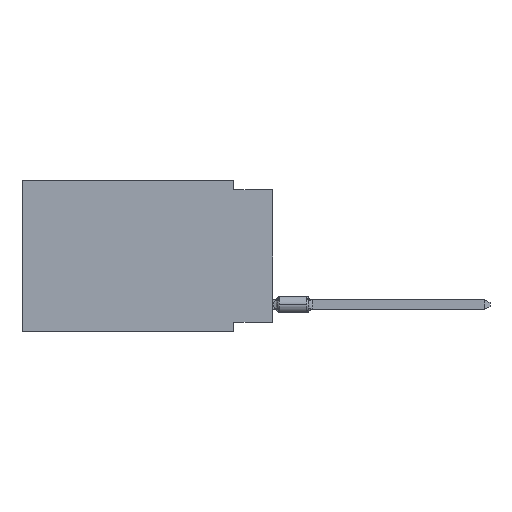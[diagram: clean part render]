
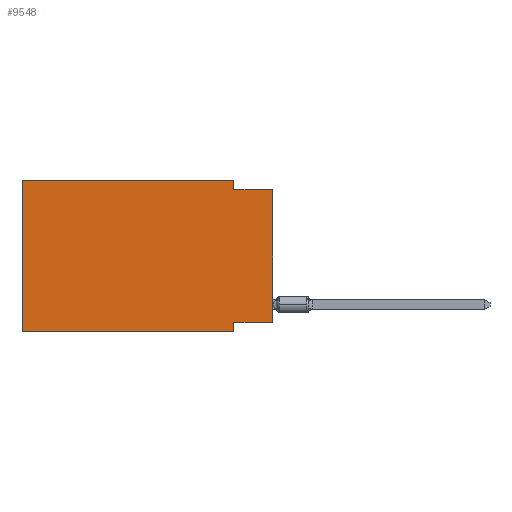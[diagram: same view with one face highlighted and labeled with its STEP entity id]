
A CAD part, left-side view. The second image highlights one B-rep face of the part: STEP entity #9548.
In plain terms, the highlighted planar face has unit normal (-1, 0, 0).
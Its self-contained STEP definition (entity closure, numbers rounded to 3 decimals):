
#12 = CARTESIAN_POINT ( 'NONE',  ( 0., 2.54, -9.906 ) ) ;
#775 = DIRECTION ( 'NONE',  ( 0., -1., 0. ) ) ;
#784 = DIRECTION ( 'NONE',  ( 0., 0., -1. ) ) ;
#786 = VECTOR ( 'NONE', #22268, 1000. ) ;
#1542 = EDGE_CURVE ( 'NONE', #16258, #7385, #2318, .T. ) ;
#2188 = CARTESIAN_POINT ( 'NONE',  ( 0., 16.383, 0. ) ) ;
#2274 = VERTEX_POINT ( 'NONE', #25097 ) ;
#2318 = LINE ( 'NONE', #2188, #21818 ) ;
#2321 = LINE ( 'NONE', #10912, #9723 ) ;
#2620 = EDGE_CURVE ( 'NONE', #2274, #23919, #13653, .T. ) ;
#3230 = AXIS2_PLACEMENT_3D ( 'NONE', #12882, #26247, #22022 ) ;
#4541 = FACE_OUTER_BOUND ( 'NONE', #14293, .T. ) ;
#4980 = ORIENTED_EDGE ( 'NONE', *, *, #1542, .F. ) ;
#5221 = LINE ( 'NONE', #7335, #786 ) ;
#5672 = ORIENTED_EDGE ( 'NONE', *, *, #23798, .F. ) ;
#5697 = VECTOR ( 'NONE', #775, 1000. ) ;
#6297 = DIRECTION ( 'NONE',  ( 0., 1., 0. ) ) ;
#6332 = ORIENTED_EDGE ( 'NONE', *, *, #21800, .F. ) ;
#6595 = DIRECTION ( 'NONE',  ( 0., -1., 0. ) ) ;
#7335 = CARTESIAN_POINT ( 'NONE',  ( 0., 2.54, 0. ) ) ;
#7385 = VERTEX_POINT ( 'NONE', #22212 ) ;
#8394 = LINE ( 'NONE', #11337, #5697 ) ;
#9120 = LINE ( 'NONE', #25744, #18380 ) ;
#9548 = ADVANCED_FACE ( 'NONE', ( #4541 ), #13025, .F. ) ;
#9723 = VECTOR ( 'NONE', #19503, 1000. ) ;
#10912 = CARTESIAN_POINT ( 'NONE',  ( 0., 0., 0. ) ) ;
#11337 = CARTESIAN_POINT ( 'NONE',  ( 0., 16.383, 0. ) ) ;
#11560 = VECTOR ( 'NONE', #784, 1000. ) ;
#11830 = CARTESIAN_POINT ( 'NONE',  ( 0., 0., -9.271 ) ) ;
#11905 = EDGE_CURVE ( 'NONE', #22659, #12999, #23468, .T. ) ;
#12050 = CARTESIAN_POINT ( 'NONE',  ( 0., 2.54, -9.906 ) ) ;
#12611 = DIRECTION ( 'NONE',  ( 0., 0., 1. ) ) ;
#12882 = CARTESIAN_POINT ( 'NONE',  ( 0., 16.383, 0. ) ) ;
#12999 = VERTEX_POINT ( 'NONE', #27274 ) ;
#13025 = PLANE ( 'NONE',  #3230 ) ;
#13129 = ORIENTED_EDGE ( 'NONE', *, *, #2620, .F. ) ;
#13653 = LINE ( 'NONE', #22247, #25010 ) ;
#14293 = EDGE_LOOP ( 'NONE', ( #23175, #13129, #5672, #15242, #4980, #14554, #6332, #23621 ) ) ;
#14554 = ORIENTED_EDGE ( 'NONE', *, *, #25102, .T. ) ;
#15242 = ORIENTED_EDGE ( 'NONE', *, *, #18496, .F. ) ;
#16258 = VERTEX_POINT ( 'NONE', #18896 ) ;
#16715 = DIRECTION ( 'NONE',  ( 0., -1., 0. ) ) ;
#16932 = CARTESIAN_POINT ( 'NONE',  ( 0., 2.54, 0. ) ) ;
#17259 = EDGE_CURVE ( 'NONE', #22659, #23919, #2321, .T. ) ;
#18380 = VECTOR ( 'NONE', #6595, 1000. ) ;
#18496 = EDGE_CURVE ( 'NONE', #7385, #24596, #8394, .T. ) ;
#18896 = CARTESIAN_POINT ( 'NONE',  ( 0., 16.383, -9.906 ) ) ;
#19503 = DIRECTION ( 'NONE',  ( 0., 0., 1. ) ) ;
#20653 = LINE ( 'NONE', #12050, #11560 ) ;
#21326 = VERTEX_POINT ( 'NONE', #12 ) ;
#21800 = EDGE_CURVE ( 'NONE', #12999, #21326, #20653, .T. ) ;
#21818 = VECTOR ( 'NONE', #12611, 1000. ) ;
#22022 = DIRECTION ( 'NONE',  ( 0., 0., -1. ) ) ;
#22212 = CARTESIAN_POINT ( 'NONE',  ( 0., 16.383, 0. ) ) ;
#22247 = CARTESIAN_POINT ( 'NONE',  ( 0., 0., -0.635 ) ) ;
#22268 = DIRECTION ( 'NONE',  ( 0., 0., -1. ) ) ;
#22659 = VERTEX_POINT ( 'NONE', #11830 ) ;
#23175 = ORIENTED_EDGE ( 'NONE', *, *, #17259, .T. ) ;
#23468 = LINE ( 'NONE', #25595, #26780 ) ;
#23621 = ORIENTED_EDGE ( 'NONE', *, *, #11905, .F. ) ;
#23632 = CARTESIAN_POINT ( 'NONE',  ( 0., 0., -0.635 ) ) ;
#23798 = EDGE_CURVE ( 'NONE', #24596, #2274, #5221, .T. ) ;
#23919 = VERTEX_POINT ( 'NONE', #23632 ) ;
#24596 = VERTEX_POINT ( 'NONE', #16932 ) ;
#25010 = VECTOR ( 'NONE', #16715, 1000. ) ;
#25097 = CARTESIAN_POINT ( 'NONE',  ( 0., 2.54, -0.635 ) ) ;
#25102 = EDGE_CURVE ( 'NONE', #16258, #21326, #9120, .T. ) ;
#25595 = CARTESIAN_POINT ( 'NONE',  ( 0., 0., -9.271 ) ) ;
#25744 = CARTESIAN_POINT ( 'NONE',  ( 0., 16.383, -9.906 ) ) ;
#26247 = DIRECTION ( 'NONE',  ( 1., 0., 0. ) ) ;
#26780 = VECTOR ( 'NONE', #6297, 1000. ) ;
#27274 = CARTESIAN_POINT ( 'NONE',  ( 0., 2.54, -9.271 ) ) ;
